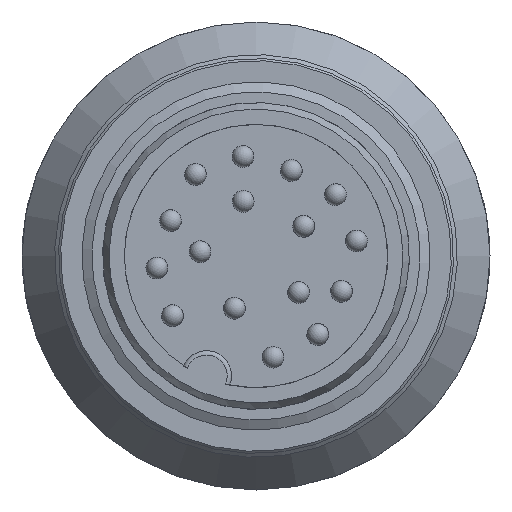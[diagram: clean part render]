
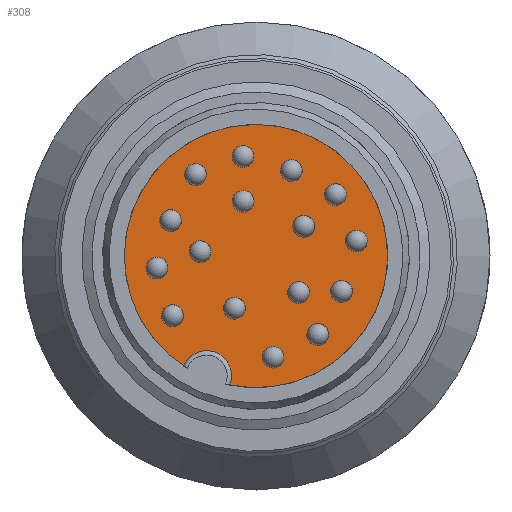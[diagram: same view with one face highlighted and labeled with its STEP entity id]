
A CAD part, left-side view. The second image highlights one B-rep face of the part: STEP entity #308.
In plain terms, the highlighted planar face has unit normal (-1, 0, 0).
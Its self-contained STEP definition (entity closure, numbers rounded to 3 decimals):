
#243=PLANE('',#1305);
#308=ADVANCED_FACE('',(#449,#450,#451,#452,#453,#454,#455,#456,#457,#458,
#459,#460,#461,#462,#463,#464,#465),#243,.T.);
#449=FACE_BOUND('',#570,.T.);
#450=FACE_BOUND('',#571,.T.);
#451=FACE_BOUND('',#572,.T.);
#452=FACE_BOUND('',#573,.T.);
#453=FACE_BOUND('',#574,.T.);
#454=FACE_BOUND('',#575,.T.);
#455=FACE_BOUND('',#576,.T.);
#456=FACE_BOUND('',#577,.T.);
#457=FACE_BOUND('',#578,.T.);
#458=FACE_BOUND('',#579,.T.);
#459=FACE_BOUND('',#580,.T.);
#460=FACE_BOUND('',#581,.T.);
#461=FACE_BOUND('',#582,.T.);
#462=FACE_BOUND('',#583,.T.);
#463=FACE_BOUND('',#584,.T.);
#464=FACE_BOUND('',#585,.T.);
#465=FACE_BOUND('',#586,.T.);
#570=EDGE_LOOP('',(#717));
#571=EDGE_LOOP('',(#718));
#572=EDGE_LOOP('',(#719));
#573=EDGE_LOOP('',(#720));
#574=EDGE_LOOP('',(#721));
#575=EDGE_LOOP('',(#722));
#576=EDGE_LOOP('',(#723));
#577=EDGE_LOOP('',(#724));
#578=EDGE_LOOP('',(#725));
#579=EDGE_LOOP('',(#726));
#580=EDGE_LOOP('',(#727));
#581=EDGE_LOOP('',(#728));
#582=EDGE_LOOP('',(#729));
#583=EDGE_LOOP('',(#730));
#584=EDGE_LOOP('',(#731));
#585=EDGE_LOOP('',(#732));
#586=EDGE_LOOP('',(#733,#734));
#717=ORIENTED_EDGE('',*,*,#1039,.F.);
#718=ORIENTED_EDGE('',*,*,#1038,.F.);
#719=ORIENTED_EDGE('',*,*,#1037,.F.);
#720=ORIENTED_EDGE('',*,*,#1036,.F.);
#721=ORIENTED_EDGE('',*,*,#1035,.F.);
#722=ORIENTED_EDGE('',*,*,#1034,.F.);
#723=ORIENTED_EDGE('',*,*,#1033,.F.);
#724=ORIENTED_EDGE('',*,*,#1032,.F.);
#725=ORIENTED_EDGE('',*,*,#1031,.F.);
#726=ORIENTED_EDGE('',*,*,#1030,.F.);
#727=ORIENTED_EDGE('',*,*,#1029,.F.);
#728=ORIENTED_EDGE('',*,*,#1028,.F.);
#729=ORIENTED_EDGE('',*,*,#1027,.F.);
#730=ORIENTED_EDGE('',*,*,#1026,.F.);
#731=ORIENTED_EDGE('',*,*,#1025,.F.);
#732=ORIENTED_EDGE('',*,*,#1024,.F.);
#733=ORIENTED_EDGE('',*,*,#1040,.T.);
#734=ORIENTED_EDGE('',*,*,#1041,.T.);
#922=VERTEX_POINT('',#1852);
#923=VERTEX_POINT('',#1855);
#924=VERTEX_POINT('',#1858);
#925=VERTEX_POINT('',#1861);
#926=VERTEX_POINT('',#1864);
#927=VERTEX_POINT('',#1867);
#928=VERTEX_POINT('',#1870);
#929=VERTEX_POINT('',#1873);
#930=VERTEX_POINT('',#1876);
#931=VERTEX_POINT('',#1879);
#932=VERTEX_POINT('',#1882);
#933=VERTEX_POINT('',#1885);
#934=VERTEX_POINT('',#1888);
#935=VERTEX_POINT('',#1891);
#936=VERTEX_POINT('',#1894);
#937=VERTEX_POINT('',#1897);
#938=VERTEX_POINT('',#1900);
#939=VERTEX_POINT('',#1901);
#1024=EDGE_CURVE('',#922,#922,#1151,.T.);
#1025=EDGE_CURVE('',#923,#923,#1152,.T.);
#1026=EDGE_CURVE('',#924,#924,#1153,.T.);
#1027=EDGE_CURVE('',#925,#925,#1154,.T.);
#1028=EDGE_CURVE('',#926,#926,#1155,.T.);
#1029=EDGE_CURVE('',#927,#927,#1156,.T.);
#1030=EDGE_CURVE('',#928,#928,#1157,.T.);
#1031=EDGE_CURVE('',#929,#929,#1158,.T.);
#1032=EDGE_CURVE('',#930,#930,#1159,.T.);
#1033=EDGE_CURVE('',#931,#931,#1160,.T.);
#1034=EDGE_CURVE('',#932,#932,#1161,.T.);
#1035=EDGE_CURVE('',#933,#933,#1162,.T.);
#1036=EDGE_CURVE('',#934,#934,#1163,.T.);
#1037=EDGE_CURVE('',#935,#935,#1164,.T.);
#1038=EDGE_CURVE('',#936,#936,#1165,.T.);
#1039=EDGE_CURVE('',#937,#937,#1166,.T.);
#1040=EDGE_CURVE('',#938,#939,#1167,.T.);
#1041=EDGE_CURVE('',#939,#938,#1168,.T.);
#1151=CIRCLE('',#1271,0.5);
#1152=CIRCLE('',#1273,0.5);
#1153=CIRCLE('',#1275,0.5);
#1154=CIRCLE('',#1277,0.5);
#1155=CIRCLE('',#1279,0.5);
#1156=CIRCLE('',#1281,0.5);
#1157=CIRCLE('',#1283,0.5);
#1158=CIRCLE('',#1285,0.5);
#1159=CIRCLE('',#1287,0.5);
#1160=CIRCLE('',#1289,0.5);
#1161=CIRCLE('',#1291,0.5);
#1162=CIRCLE('',#1293,0.5);
#1163=CIRCLE('',#1295,0.5);
#1164=CIRCLE('',#1297,0.5);
#1165=CIRCLE('',#1299,0.5);
#1166=CIRCLE('',#1301,0.5);
#1167=CIRCLE('',#1303,1.15);
#1168=CIRCLE('',#1304,6.05);
#1271=AXIS2_PLACEMENT_3D('',#1851,#1514,#1515);
#1273=AXIS2_PLACEMENT_3D('',#1854,#1518,#1519);
#1275=AXIS2_PLACEMENT_3D('',#1857,#1522,#1523);
#1277=AXIS2_PLACEMENT_3D('',#1860,#1526,#1527);
#1279=AXIS2_PLACEMENT_3D('',#1863,#1530,#1531);
#1281=AXIS2_PLACEMENT_3D('',#1866,#1534,#1535);
#1283=AXIS2_PLACEMENT_3D('',#1869,#1538,#1539);
#1285=AXIS2_PLACEMENT_3D('',#1872,#1542,#1543);
#1287=AXIS2_PLACEMENT_3D('',#1875,#1546,#1547);
#1289=AXIS2_PLACEMENT_3D('',#1878,#1550,#1551);
#1291=AXIS2_PLACEMENT_3D('',#1881,#1554,#1555);
#1293=AXIS2_PLACEMENT_3D('',#1884,#1558,#1559);
#1295=AXIS2_PLACEMENT_3D('',#1887,#1562,#1563);
#1297=AXIS2_PLACEMENT_3D('',#1890,#1566,#1567);
#1299=AXIS2_PLACEMENT_3D('',#1893,#1570,#1571);
#1301=AXIS2_PLACEMENT_3D('',#1896,#1574,#1575);
#1303=AXIS2_PLACEMENT_3D('',#1899,#1578,#1579);
#1304=AXIS2_PLACEMENT_3D('',#1902,#1580,#1581);
#1305=AXIS2_PLACEMENT_3D('',#1903,#1582,#1583);
#1514=DIRECTION('',(-1.,0.,0.));
#1515=DIRECTION('',(0.,0.,1.));
#1518=DIRECTION('',(-1.,0.,0.));
#1519=DIRECTION('',(0.,0.,1.));
#1522=DIRECTION('',(-1.,0.,0.));
#1523=DIRECTION('',(0.,0.,1.));
#1526=DIRECTION('',(-1.,0.,0.));
#1527=DIRECTION('',(0.,0.,1.));
#1530=DIRECTION('',(-1.,0.,0.));
#1531=DIRECTION('',(0.,0.,1.));
#1534=DIRECTION('',(-1.,0.,0.));
#1535=DIRECTION('',(0.,0.,1.));
#1538=DIRECTION('',(-1.,0.,0.));
#1539=DIRECTION('',(0.,0.,1.));
#1542=DIRECTION('',(-1.,0.,0.));
#1543=DIRECTION('',(0.,0.,1.));
#1546=DIRECTION('',(-1.,0.,0.));
#1547=DIRECTION('',(0.,0.,1.));
#1550=DIRECTION('',(-1.,0.,0.));
#1551=DIRECTION('',(0.,0.,1.));
#1554=DIRECTION('',(-1.,0.,0.));
#1555=DIRECTION('',(0.,0.,1.));
#1558=DIRECTION('',(-1.,0.,0.));
#1559=DIRECTION('',(0.,0.,1.));
#1562=DIRECTION('',(-1.,0.,0.));
#1563=DIRECTION('',(0.,0.,1.));
#1566=DIRECTION('',(-1.,0.,0.));
#1567=DIRECTION('',(0.,0.,1.));
#1570=DIRECTION('',(-1.,0.,0.));
#1571=DIRECTION('',(0.,0.,1.));
#1574=DIRECTION('',(-1.,0.,0.));
#1575=DIRECTION('',(0.,0.,1.));
#1578=DIRECTION('',(1.,0.,0.));
#1579=DIRECTION('',(0.,0.,1.));
#1580=DIRECTION('',(-1.,0.,0.));
#1581=DIRECTION('',(0.,0.,1.));
#1582=DIRECTION('',(-1.,0.,0.));
#1583=DIRECTION('',(0.,0.382,-0.924));
#1851=CARTESIAN_POINT('',(-18.4,-0.783,-4.652));
#1852=CARTESIAN_POINT('',(-18.4,-0.783,-4.152));
#1854=CARTESIAN_POINT('',(-18.4,-2.838,-3.607));
#1855=CARTESIAN_POINT('',(-18.4,-2.838,-3.107));
#1857=CARTESIAN_POINT('',(-18.4,3.838,-2.742));
#1858=CARTESIAN_POINT('',(-18.4,3.838,-2.242));
#1860=CARTESIAN_POINT('',(-18.4,3.928,1.623));
#1861=CARTESIAN_POINT('',(-18.4,3.928,2.123));
#1863=CARTESIAN_POINT('',(-18.4,4.556,-0.552));
#1864=CARTESIAN_POINT('',(-18.4,4.556,-0.052));
#1866=CARTESIAN_POINT('',(-18.4,2.78,3.746));
#1867=CARTESIAN_POINT('',(-18.4,2.78,4.246));
#1869=CARTESIAN_POINT('',(-18.4,2.57,0.196));
#1870=CARTESIAN_POINT('',(-18.4,2.57,0.696));
#1872=CARTESIAN_POINT('',(-18.4,-3.928,-1.623));
#1873=CARTESIAN_POINT('',(-18.4,-3.928,-1.123));
#1875=CARTESIAN_POINT('',(-18.4,-4.613,0.691));
#1876=CARTESIAN_POINT('',(-18.4,-4.613,1.191));
#1878=CARTESIAN_POINT('',(-18.4,-1.959,-1.675));
#1879=CARTESIAN_POINT('',(-18.4,-1.959,-1.175));
#1881=CARTESIAN_POINT('',(-18.4,-1.623,3.928));
#1882=CARTESIAN_POINT('',(-18.4,-1.623,4.428));
#1884=CARTESIAN_POINT('',(-18.4,0.584,2.514));
#1885=CARTESIAN_POINT('',(-18.4,0.584,3.014));
#1887=CARTESIAN_POINT('',(-18.4,-3.653,2.819));
#1888=CARTESIAN_POINT('',(-18.4,-3.653,3.319));
#1890=CARTESIAN_POINT('',(-18.4,-2.188,1.368));
#1891=CARTESIAN_POINT('',(-18.4,-2.188,1.868));
#1893=CARTESIAN_POINT('',(-18.4,0.598,4.575));
#1894=CARTESIAN_POINT('',(-18.4,0.598,5.075));
#1896=CARTESIAN_POINT('',(-18.4,0.993,-2.403));
#1897=CARTESIAN_POINT('',(-18.4,0.993,-1.903));
#1899=CARTESIAN_POINT('',(-18.4,2.272,-5.499));
#1900=CARTESIAN_POINT('',(-18.4,3.331,-5.051));
#1901=CARTESIAN_POINT('',(-18.4,1.205,-5.929));
#1902=CARTESIAN_POINT('',(-18.4,0.,0.));
#1903=CARTESIAN_POINT('',(-18.4,0.,0.));
